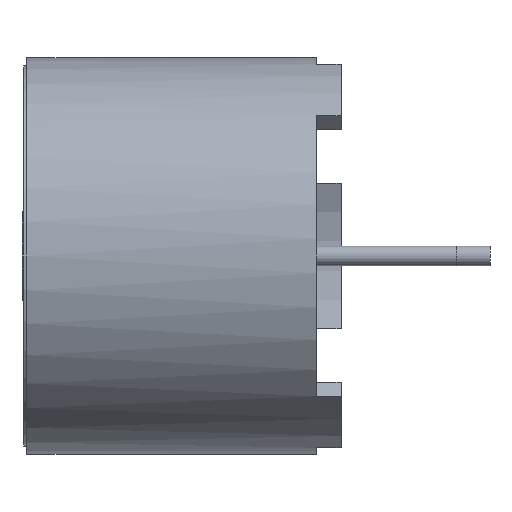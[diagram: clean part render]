
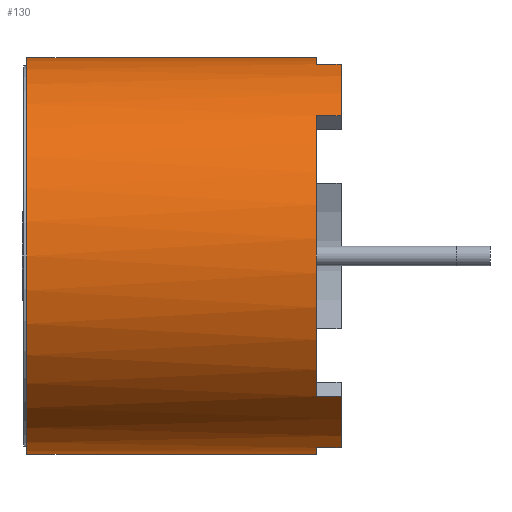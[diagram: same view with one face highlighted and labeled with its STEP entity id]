
A CAD part, left-side view. The second image highlights one B-rep face of the part: STEP entity #130.
In plain terms, the highlighted cylindrical face has radius 6 mm (diameter 12 mm), a partial arc.
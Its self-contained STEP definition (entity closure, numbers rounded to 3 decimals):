
#38 = EDGE_CURVE ( 'NONE', #43, #46, #920, .T. ) ;
#43 = VERTEX_POINT ( 'NONE', #922 ) ;
#45 = VERTEX_POINT ( 'NONE', #843 ) ;
#46 = VERTEX_POINT ( 'NONE', #842 ) ;
#54 = EDGE_CURVE ( 'NONE', #55, #45, #778, .T. ) ;
#55 = VERTEX_POINT ( 'NONE', #774 ) ;
#118 = ORIENTED_EDGE ( 'NONE', *, *, #119, .F. ) ;
#119 = EDGE_CURVE ( 'NONE', #120, #45, #909, .T. ) ;
#120 = VERTEX_POINT ( 'NONE', #905 ) ;
#121 = VERTEX_POINT ( 'NONE', #904 ) ;
#122 = ORIENTED_EDGE ( 'NONE', *, *, #144, .F. ) ;
#124 = EDGE_LOOP ( 'NONE', ( #125, #137, #129, #118, #135, #127, #133, #122, #131, #138, #139, #142 ) ) ;
#125 = ORIENTED_EDGE ( 'NONE', *, *, #38, .F. ) ;
#127 = ORIENTED_EDGE ( 'NONE', *, *, #238, .T. ) ;
#128 = EDGE_CURVE ( 'NONE', #55, #43, #896, .T. ) ;
#129 = ORIENTED_EDGE ( 'NONE', *, *, #54, .T. ) ;
#130 = ADVANCED_FACE ( 'NONE', ( #892 ), #1004, .T. ) ;
#131 = ORIENTED_EDGE ( 'NONE', *, *, #132, .T. ) ;
#132 = EDGE_CURVE ( 'NONE', #145, #235, #999, .T. ) ;
#133 = ORIENTED_EDGE ( 'NONE', *, *, #134, .F. ) ;
#134 = EDGE_CURVE ( 'NONE', #121, #229, #995, .T. ) ;
#135 = ORIENTED_EDGE ( 'NONE', *, *, #136, .T. ) ;
#136 = EDGE_CURVE ( 'NONE', #120, #239, #990, .T. ) ;
#137 = ORIENTED_EDGE ( 'NONE', *, *, #128, .F. ) ;
#138 = ORIENTED_EDGE ( 'NONE', *, *, #249, .T. ) ;
#139 = ORIENTED_EDGE ( 'NONE', *, *, #140, .F. ) ;
#140 = EDGE_CURVE ( 'NONE', #141, #230, #986, .T. ) ;
#141 = VERTEX_POINT ( 'NONE', #981 ) ;
#142 = ORIENTED_EDGE ( 'NONE', *, *, #143, .F. ) ;
#143 = EDGE_CURVE ( 'NONE', #46, #141, #982, .T. ) ;
#144 = EDGE_CURVE ( 'NONE', #145, #121, #1029, .T. ) ;
#145 = VERTEX_POINT ( 'NONE', #1025 ) ;
#229 = VERTEX_POINT ( 'NONE', #1183 ) ;
#230 = VERTEX_POINT ( 'NONE', #1182 ) ;
#235 = VERTEX_POINT ( 'NONE', #1176 ) ;
#238 = EDGE_CURVE ( 'NONE', #239, #229, #1174, .T. ) ;
#239 = VERTEX_POINT ( 'NONE', #1169 ) ;
#249 = EDGE_CURVE ( 'NONE', #235, #230, #1310, .T. ) ;
#740 = DIRECTION ( 'NONE',  ( 0., -1., 0. ) ) ;
#741 = VECTOR ( 'NONE', #740, 1000. ) ;
#774 = CARTESIAN_POINT ( 'NONE',  ( 0., 9.5, -6. ) ) ;
#775 = DIRECTION ( 'NONE',  ( 0., -1., 0. ) ) ;
#776 = VECTOR ( 'NONE', #775, 1000. ) ;
#777 = CARTESIAN_POINT ( 'NONE',  ( 0., 9.5, -6. ) ) ;
#778 = LINE ( 'NONE', #777, #776 ) ;
#842 = CARTESIAN_POINT ( 'NONE',  ( 0., 0.75, 6. ) ) ;
#843 = CARTESIAN_POINT ( 'NONE',  ( 0., 0.75, -6. ) ) ;
#847 = CARTESIAN_POINT ( 'NONE',  ( 0., 0.75, 0. ) ) ;
#892 = FACE_OUTER_BOUND ( 'NONE', #124, .T. ) ;
#893 = DIRECTION ( 'NONE',  ( 0., 0., 1. ) ) ;
#894 = DIRECTION ( 'NONE',  ( 0., 1., 0. ) ) ;
#895 = AXIS2_PLACEMENT_3D ( 'NONE', #903, #894, #893 ) ;
#896 = CIRCLE ( 'NONE', #895, 6. ) ;
#903 = CARTESIAN_POINT ( 'NONE',  ( 0., 9.5, 0. ) ) ;
#904 = CARTESIAN_POINT ( 'NONE',  ( -4.243, 0.75, -4.243 ) ) ;
#905 = CARTESIAN_POINT ( 'NONE',  ( -1.553, 0.75, -5.796 ) ) ;
#906 = DIRECTION ( 'NONE',  ( 0., 0., -1. ) ) ;
#907 = DIRECTION ( 'NONE',  ( 0., -1., 0. ) ) ;
#908 = AXIS2_PLACEMENT_3D ( 'NONE', #847, #907, #906 ) ;
#909 = CIRCLE ( 'NONE', #908, 6. ) ;
#919 = CARTESIAN_POINT ( 'NONE',  ( 0., 9.5, 6. ) ) ;
#920 = LINE ( 'NONE', #919, #741 ) ;
#922 = CARTESIAN_POINT ( 'NONE',  ( 0., 9.5, 6. ) ) ;
#981 = CARTESIAN_POINT ( 'NONE',  ( -1.553, 0.75, 5.796 ) ) ;
#982 = CIRCLE ( 'NONE', #1033, 6. ) ;
#983 = DIRECTION ( 'NONE',  ( 0., -1., 0. ) ) ;
#984 = VECTOR ( 'NONE', #983, 1000. ) ;
#985 = CARTESIAN_POINT ( 'NONE',  ( -1.553, 0.75, 5.796 ) ) ;
#986 = LINE ( 'NONE', #985, #984 ) ;
#987 = DIRECTION ( 'NONE',  ( 0., -1., 0. ) ) ;
#988 = VECTOR ( 'NONE', #987, 1000. ) ;
#989 = CARTESIAN_POINT ( 'NONE',  ( -1.553, 0.75, -5.796 ) ) ;
#990 = LINE ( 'NONE', #989, #988 ) ;
#991 = DIRECTION ( 'NONE',  ( 0., -1., 0. ) ) ;
#992 = VECTOR ( 'NONE', #991, 1000. ) ;
#994 = CARTESIAN_POINT ( 'NONE',  ( -4.243, 0.75, -4.243 ) ) ;
#995 = LINE ( 'NONE', #994, #992 ) ;
#996 = DIRECTION ( 'NONE',  ( 0., -1., 0. ) ) ;
#997 = VECTOR ( 'NONE', #996, 1000. ) ;
#998 = CARTESIAN_POINT ( 'NONE',  ( -4.243, 0.75, 4.243 ) ) ;
#999 = LINE ( 'NONE', #998, #997 ) ;
#1000 = DIRECTION ( 'NONE',  ( 0., 0., -1. ) ) ;
#1001 = DIRECTION ( 'NONE',  ( 0., -1., 0. ) ) ;
#1002 = CARTESIAN_POINT ( 'NONE',  ( 0., 9.5, 0. ) ) ;
#1003 = AXIS2_PLACEMENT_3D ( 'NONE', #1002, #1001, #1000 ) ;
#1004 = CYLINDRICAL_SURFACE ( 'NONE', #1003, 6. ) ;
#1025 = CARTESIAN_POINT ( 'NONE',  ( -4.243, 0.75, 4.243 ) ) ;
#1026 = DIRECTION ( 'NONE',  ( 0., 0., -1. ) ) ;
#1027 = DIRECTION ( 'NONE',  ( 0., -1., 0. ) ) ;
#1028 = AXIS2_PLACEMENT_3D ( 'NONE', #1034, #1027, #1026 ) ;
#1029 = CIRCLE ( 'NONE', #1028, 6. ) ;
#1030 = DIRECTION ( 'NONE',  ( 0., 0., -1. ) ) ;
#1031 = DIRECTION ( 'NONE',  ( 0., -1., 0. ) ) ;
#1032 = CARTESIAN_POINT ( 'NONE',  ( 0., 0.75, 0. ) ) ;
#1033 = AXIS2_PLACEMENT_3D ( 'NONE', #1032, #1031, #1030 ) ;
#1034 = CARTESIAN_POINT ( 'NONE',  ( 0., 0.75, 0. ) ) ;
#1169 = CARTESIAN_POINT ( 'NONE',  ( -1.553, 0., -5.796 ) ) ;
#1170 = DIRECTION ( 'NONE',  ( 0., 0., 1. ) ) ;
#1171 = DIRECTION ( 'NONE',  ( 0., 1., 0. ) ) ;
#1172 = CARTESIAN_POINT ( 'NONE',  ( 0., 0., 0. ) ) ;
#1173 = AXIS2_PLACEMENT_3D ( 'NONE', #1172, #1171, #1170 ) ;
#1174 = CIRCLE ( 'NONE', #1173, 6. ) ;
#1176 = CARTESIAN_POINT ( 'NONE',  ( -4.243, 0., 4.243 ) ) ;
#1182 = CARTESIAN_POINT ( 'NONE',  ( -1.553, 0., 5.796 ) ) ;
#1183 = CARTESIAN_POINT ( 'NONE',  ( -4.243, 0., -4.243 ) ) ;
#1306 = DIRECTION ( 'NONE',  ( 0., 0., 1. ) ) ;
#1307 = DIRECTION ( 'NONE',  ( 0., 1., 0. ) ) ;
#1308 = CARTESIAN_POINT ( 'NONE',  ( 0., 0., 0. ) ) ;
#1309 = AXIS2_PLACEMENT_3D ( 'NONE', #1308, #1307, #1306 ) ;
#1310 = CIRCLE ( 'NONE', #1309, 6. ) ;
